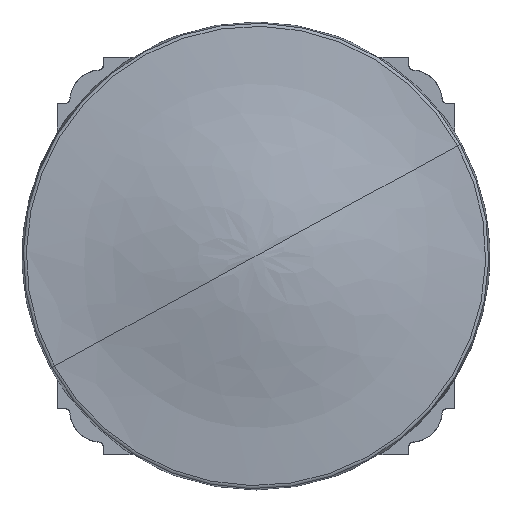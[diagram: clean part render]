
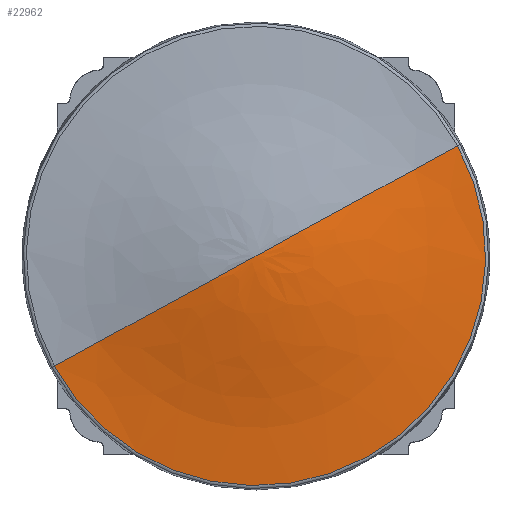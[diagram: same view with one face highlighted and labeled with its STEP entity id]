
A CAD part, top view. The second image highlights one B-rep face of the part: STEP entity #22962.
In plain terms, the highlighted face is a revolution surface.
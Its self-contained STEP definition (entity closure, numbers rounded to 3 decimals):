
#22176=AXIS2_PLACEMENT_3D('Circle Axis2P3D',#22174,#22175,$) ;
#20884=CARTESIAN_POINT('Vertex',(-22.825,-12.47,7.407)) ;
#20891=CARTESIAN_POINT('Vertex',(22.825,12.47,7.407)) ;
#22174=CARTESIAN_POINT('Axis2P3D Location',(0.,0.,7.407)) ;
#22204=CARTESIAN_POINT('Control Point',(0.,0.,10.9)) ;
#22205=CARTESIAN_POINT('Control Point',(-1.9,-1.038,10.9)) ;
#22206=CARTESIAN_POINT('Control Point',(-3.801,-2.076,10.76)) ;
#22207=CARTESIAN_POINT('Control Point',(-5.691,-3.109,10.479)) ;
#22208=CARTESIAN_POINT('Control Point',(-8.979,-4.905,9.822)) ;
#22209=CARTESIAN_POINT('Control Point',(-12.247,-6.691,9.04)) ;
#22210=CARTESIAN_POINT('Control Point',(-13.65,-7.457,8.703)) ;
#22211=CARTESIAN_POINT('Control Point',(-16.314,-8.913,8.111)) ;
#22212=CARTESIAN_POINT('Control Point',(-18.994,-10.377,7.68)) ;
#22213=CARTESIAN_POINT('Control Point',(-20.267,-11.072,7.527)) ;
#22214=CARTESIAN_POINT('Control Point',(-21.545,-11.77,7.435)) ;
#22215=CARTESIAN_POINT('Control Point',(-22.825,-12.47,7.407)) ;
#22216=CARTESIAN_POINT('Vertex',(0.,0.,10.9)) ;
#22220=CARTESIAN_POINT('Control Point',(0.,0.,10.9)) ;
#22221=CARTESIAN_POINT('Control Point',(1.9,1.038,10.9)) ;
#22222=CARTESIAN_POINT('Control Point',(3.801,2.076,10.76)) ;
#22223=CARTESIAN_POINT('Control Point',(5.691,3.109,10.479)) ;
#22224=CARTESIAN_POINT('Control Point',(8.979,4.905,9.822)) ;
#22225=CARTESIAN_POINT('Control Point',(12.247,6.691,9.04)) ;
#22226=CARTESIAN_POINT('Control Point',(13.65,7.457,8.703)) ;
#22227=CARTESIAN_POINT('Control Point',(16.314,8.913,8.111)) ;
#22228=CARTESIAN_POINT('Control Point',(18.994,10.377,7.68)) ;
#22229=CARTESIAN_POINT('Control Point',(20.267,11.072,7.527)) ;
#22230=CARTESIAN_POINT('Control Point',(21.545,11.77,7.435)) ;
#22231=CARTESIAN_POINT('Control Point',(22.825,12.47,7.407)) ;
#22941=CARTESIAN_POINT('Control Point',(0.,0.,10.9)) ;
#22942=CARTESIAN_POINT('Control Point',(-2.166,0.,10.9)) ;
#22943=CARTESIAN_POINT('Control Point',(-4.331,0.,10.76)) ;
#22944=CARTESIAN_POINT('Control Point',(-6.485,0.,10.479)) ;
#22945=CARTESIAN_POINT('Control Point',(-10.231,0.,9.822)) ;
#22946=CARTESIAN_POINT('Control Point',(-13.956,0.,9.04)) ;
#22947=CARTESIAN_POINT('Control Point',(-15.555,0.,8.703)) ;
#22948=CARTESIAN_POINT('Control Point',(-18.59,0.,8.111)) ;
#22949=CARTESIAN_POINT('Control Point',(-21.644,0.,7.68)) ;
#22950=CARTESIAN_POINT('Control Point',(-23.094,0.,7.527)) ;
#22951=CARTESIAN_POINT('Control Point',(-24.55,0.,7.435)) ;
#22952=CARTESIAN_POINT('Control Point',(-26.009,0.,7.407)) ;
#22953=CARTESIAN_POINT('Axis1P Location',(0.,0.,7.4)) ;
#22175=DIRECTION('Axis2P3D Direction',(0.,-0.,1.)) ;
#22954=DIRECTION('Axis1P Direction',(0.,0.,1.)) ;
#22955=AXIS1_PLACEMENT('Revolution Surface Axis1P',#22953,#22954) ;
#22958=ORIENTED_EDGE('',*,*,#22232,.F.) ;
#22959=ORIENTED_EDGE('',*,*,#22218,.T.) ;
#22960=ORIENTED_EDGE('',*,*,#22178,.T.) ;
#22962=ADVANCED_FACE('0043E07.1\\Corps principal',(#22961),#22956,.F.) ;
#22203=B_SPLINE_CURVE_WITH_KNOTS('',5,(#22204,#22205,#22206,#22207,#22208,#22209,#22210,#22211,#22212,#22213,#22214,#22215),.UNSPECIFIED.,.F.,.U.,(6,3,3,6),(0.,15.313,26.81,37.138),.UNSPECIFIED.) ;
#22219=B_SPLINE_CURVE_WITH_KNOTS('',5,(#22220,#22221,#22222,#22223,#22224,#22225,#22226,#22227,#22228,#22229,#22230,#22231),.UNSPECIFIED.,.F.,.U.,(6,3,3,6),(0.,15.313,26.81,37.138),.UNSPECIFIED.) ;
#22940=B_SPLINE_CURVE_WITH_KNOTS('',5,(#22941,#22942,#22943,#22944,#22945,#22946,#22947,#22948,#22949,#22950,#22951,#22952),.UNSPECIFIED.,.F.,.U.,(6,3,3,6),(0.,15.313,26.81,37.138),.UNSPECIFIED.) ;
#22177=CIRCLE('generated circle',#22176,26.009) ;
#22178=EDGE_CURVE('',#20885,#20892,#22177,.T.) ;
#22218=EDGE_CURVE('',#22217,#20885,#22203,.T.) ;
#22232=EDGE_CURVE('',#22217,#20892,#22219,.T.) ;
#22957=EDGE_LOOP('',(#22958,#22959,#22960)) ;
#22961=FACE_OUTER_BOUND('',#22957,.T.) ;
#22956=SURFACE_OF_REVOLUTION('Surface of Revolution',#22940,#22955) ;
#20885=VERTEX_POINT('',#20884) ;
#20892=VERTEX_POINT('',#20891) ;
#22217=VERTEX_POINT('',#22216) ;
